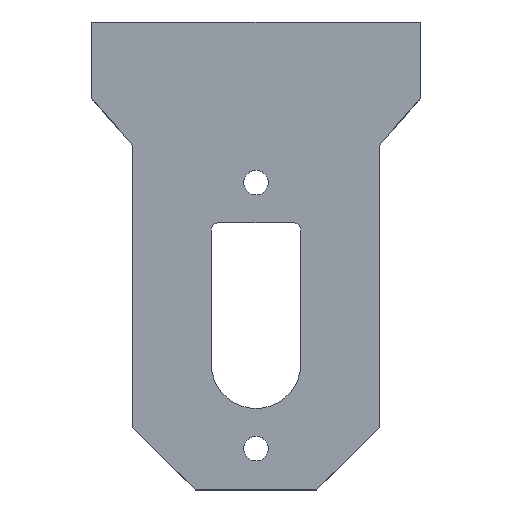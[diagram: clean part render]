
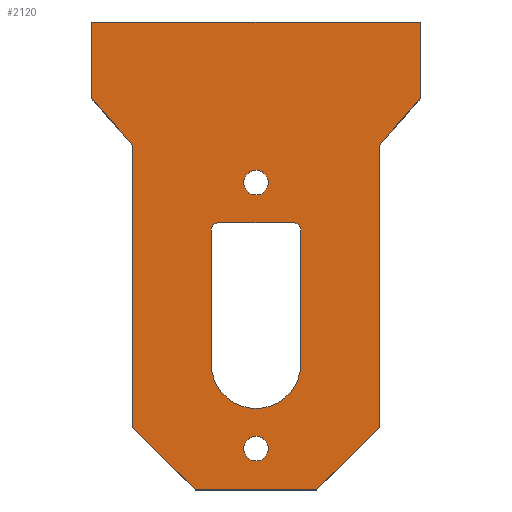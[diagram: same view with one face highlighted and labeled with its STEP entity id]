
A CAD part, top view. The second image highlights one B-rep face of the part: STEP entity #2120.
In plain terms, the highlighted planar face has unit normal (0, 0, 1).
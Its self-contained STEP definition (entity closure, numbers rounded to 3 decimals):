
#24=FACE_BOUND('',#335,.T.);
#25=FACE_BOUND('',#336,.T.);
#26=FACE_BOUND('',#337,.T.);
#105=PLANE('',#2324);
#215=FACE_OUTER_BOUND('',#334,.T.);
#334=EDGE_LOOP('',(#1954,#1955,#1956,#1957,#1958,#1959,#1960,#1961,#1962,
#1963));
#335=EDGE_LOOP('',(#1964));
#336=EDGE_LOOP('',(#1965));
#337=EDGE_LOOP('',(#1966,#1967,#1968,#1969,#1970,#1971));
#358=LINE('',#2991,#582);
#389=LINE('',#3076,#613);
#485=LINE('',#3360,#709);
#491=LINE('',#3372,#715);
#532=LINE('',#3465,#756);
#539=LINE('',#3484,#763);
#544=LINE('',#3498,#768);
#548=LINE('',#3510,#772);
#553=LINE('',#3530,#777);
#554=LINE('',#3533,#778);
#557=LINE('',#3538,#781);
#560=LINE('',#3543,#784);
#561=LINE('',#3545,#785);
#582=VECTOR('',#2379,10.);
#613=VECTOR('',#2466,10.);
#709=VECTOR('',#2748,10.);
#715=VECTOR('',#2760,10.);
#756=VECTOR('',#2839,10.);
#763=VECTOR('',#2860,10.);
#768=VECTOR('',#2873,10.);
#772=VECTOR('',#2885,10.);
#777=VECTOR('',#2910,10.);
#778=VECTOR('',#2913,10.);
#781=VECTOR('',#2918,10.);
#784=VECTOR('',#2923,10.);
#785=VECTOR('',#2926,10.);
#848=CIRCLE('',#2302,5.45);
#850=CIRCLE('',#2306,0.9);
#852=CIRCLE('',#2310,0.9);
#855=CIRCLE('',#2314,1.5);
#857=CIRCLE('',#2317,1.5);
#879=VERTEX_POINT('',#2988);
#880=VERTEX_POINT('',#2990);
#906=VERTEX_POINT('',#3075);
#1000=VERTEX_POINT('',#3357);
#1001=VERTEX_POINT('',#3359);
#1004=VERTEX_POINT('',#3371);
#1036=VERTEX_POINT('',#3462);
#1037=VERTEX_POINT('',#3464);
#1041=VERTEX_POINT('',#3482);
#1042=VERTEX_POINT('',#3483);
#1045=VERTEX_POINT('',#3491);
#1047=VERTEX_POINT('',#3497);
#1049=VERTEX_POINT('',#3503);
#1051=VERTEX_POINT('',#3509);
#1054=VERTEX_POINT('',#3520);
#1056=VERTEX_POINT('',#3526);
#1057=VERTEX_POINT('',#3532);
#1059=VERTEX_POINT('',#3541);
#1088=EDGE_CURVE('',#879,#880,#358,.T.);
#1130=EDGE_CURVE('',#880,#906,#389,.T.);
#1269=EDGE_CURVE('',#1000,#1001,#485,.T.);
#1275=EDGE_CURVE('',#1001,#1004,#491,.T.);
#1322=EDGE_CURVE('',#1036,#1037,#532,.T.);
#1331=EDGE_CURVE('',#1041,#1042,#539,.T.);
#1335=EDGE_CURVE('',#1045,#1041,#848,.T.);
#1338=EDGE_CURVE('',#1047,#1045,#544,.T.);
#1341=EDGE_CURVE('',#1049,#1047,#850,.T.);
#1344=EDGE_CURVE('',#1051,#1049,#548,.T.);
#1347=EDGE_CURVE('',#1042,#1051,#852,.T.);
#1351=EDGE_CURVE('',#1054,#1054,#855,.T.);
#1354=EDGE_CURVE('',#1056,#1056,#857,.T.);
#1355=EDGE_CURVE('',#1037,#1000,#553,.T.);
#1356=EDGE_CURVE('',#1057,#1036,#554,.T.);
#1359=EDGE_CURVE('',#906,#1057,#557,.T.);
#1362=EDGE_CURVE('',#1059,#879,#560,.T.);
#1363=EDGE_CURVE('',#1004,#1059,#561,.T.);
#1954=ORIENTED_EDGE('',*,*,#1363,.F.);
#1955=ORIENTED_EDGE('',*,*,#1275,.F.);
#1956=ORIENTED_EDGE('',*,*,#1269,.F.);
#1957=ORIENTED_EDGE('',*,*,#1355,.F.);
#1958=ORIENTED_EDGE('',*,*,#1322,.F.);
#1959=ORIENTED_EDGE('',*,*,#1356,.F.);
#1960=ORIENTED_EDGE('',*,*,#1359,.F.);
#1961=ORIENTED_EDGE('',*,*,#1130,.F.);
#1962=ORIENTED_EDGE('',*,*,#1088,.F.);
#1963=ORIENTED_EDGE('',*,*,#1362,.F.);
#1964=ORIENTED_EDGE('',*,*,#1354,.F.);
#1965=ORIENTED_EDGE('',*,*,#1351,.F.);
#1966=ORIENTED_EDGE('',*,*,#1347,.F.);
#1967=ORIENTED_EDGE('',*,*,#1331,.F.);
#1968=ORIENTED_EDGE('',*,*,#1335,.F.);
#1969=ORIENTED_EDGE('',*,*,#1338,.F.);
#1970=ORIENTED_EDGE('',*,*,#1341,.F.);
#1971=ORIENTED_EDGE('',*,*,#1344,.F.);
#2120=ADVANCED_FACE('',(#215,#24,#25,#26),#105,.F.);
#2302=AXIS2_PLACEMENT_3D('',#3492,#2866,#2867);
#2306=AXIS2_PLACEMENT_3D('',#3504,#2878,#2879);
#2310=AXIS2_PLACEMENT_3D('',#3515,#2890,#2891);
#2314=AXIS2_PLACEMENT_3D('',#3522,#2899,#2900);
#2317=AXIS2_PLACEMENT_3D('',#3528,#2906,#2907);
#2324=AXIS2_PLACEMENT_3D('',#3547,#2929,#2930);
#2379=DIRECTION('',(-0.663,-0.749,0.));
#2466=DIRECTION('',(0.,-1.,0.));
#2748=DIRECTION('',(-0.663,0.749,0.));
#2760=DIRECTION('',(0.,1.,0.));
#2839=DIRECTION('',(-0.707,0.707,0.));
#2860=DIRECTION('',(0.,1.,0.));
#2866=DIRECTION('center_axis',(0.,0.,1.));
#2867=DIRECTION('ref_axis',(1.,0.,0.));
#2873=DIRECTION('',(0.,-1.,0.));
#2878=DIRECTION('center_axis',(0.,0.,1.));
#2879=DIRECTION('ref_axis',(-1.,0.,0.));
#2885=DIRECTION('',(-1.,0.,0.));
#2890=DIRECTION('center_axis',(0.,0.,1.));
#2891=DIRECTION('ref_axis',(0.,1.,0.));
#2899=DIRECTION('center_axis',(0.,0.,1.));
#2900=DIRECTION('ref_axis',(1.,0.,0.));
#2906=DIRECTION('center_axis',(0.,0.,1.));
#2907=DIRECTION('ref_axis',(1.,0.,0.));
#2910=DIRECTION('',(0.,1.,0.));
#2913=DIRECTION('',(-1.,0.,0.));
#2918=DIRECTION('',(-0.707,-0.707,0.));
#2923=DIRECTION('',(0.,-1.,0.));
#2926=DIRECTION('',(1.,0.,0.));
#2929=DIRECTION('center_axis',(0.,0.,-1.));
#2930=DIRECTION('ref_axis',(1.,0.,0.));
#2988=CARTESIAN_POINT('',(20.,-107.35,-18.));
#2990=CARTESIAN_POINT('',(15.,-113.,-18.));
#2991=CARTESIAN_POINT('',(20.,-107.35,-18.));
#3075=CARTESIAN_POINT('',(15.,-147.425,-18.));
#3076=CARTESIAN_POINT('',(15.,-113.,-18.));
#3357=CARTESIAN_POINT('',(-15.,-113.,-18.));
#3359=CARTESIAN_POINT('',(-20.,-107.35,-18.));
#3360=CARTESIAN_POINT('',(-15.,-113.,-18.));
#3371=CARTESIAN_POINT('',(-20.,-98.,-18.));
#3372=CARTESIAN_POINT('',(-20.,-107.35,-18.));
#3462=CARTESIAN_POINT('',(-7.425,-155.,-18.));
#3464=CARTESIAN_POINT('',(-15.,-147.425,-18.));
#3465=CARTESIAN_POINT('',(-7.425,-155.,-18.));
#3482=CARTESIAN_POINT('',(5.45,-139.64,-18.));
#3483=CARTESIAN_POINT('',(5.45,-123.35,-18.));
#3484=CARTESIAN_POINT('',(5.45,-139.64,-18.));
#3491=CARTESIAN_POINT('',(-5.45,-139.64,-18.));
#3492=CARTESIAN_POINT('Origin',(0.,-139.64,
-18.));
#3497=CARTESIAN_POINT('',(-5.45,-123.35,-18.));
#3498=CARTESIAN_POINT('',(-5.45,-123.35,-18.));
#3503=CARTESIAN_POINT('',(-4.55,-122.45,-18.));
#3504=CARTESIAN_POINT('Origin',(-4.55,-123.35,-18.));
#3509=CARTESIAN_POINT('',(4.55,-122.45,-18.));
#3510=CARTESIAN_POINT('',(4.55,-122.45,-18.));
#3515=CARTESIAN_POINT('Origin',(4.55,-123.35,-18.));
#3520=CARTESIAN_POINT('',(-1.5,-117.57,-18.));
#3522=CARTESIAN_POINT('Origin',(0.,-117.57,
-18.));
#3526=CARTESIAN_POINT('',(-1.5,-149.97,-18.));
#3528=CARTESIAN_POINT('Origin',(0.,-149.97,
-18.));
#3530=CARTESIAN_POINT('',(-15.,-147.425,-18.));
#3532=CARTESIAN_POINT('',(7.425,-155.,-18.));
#3533=CARTESIAN_POINT('',(7.425,-155.,-18.));
#3538=CARTESIAN_POINT('',(15.,-147.425,-18.));
#3541=CARTESIAN_POINT('',(20.,-98.,-18.));
#3543=CARTESIAN_POINT('',(20.,-98.,-18.));
#3545=CARTESIAN_POINT('',(-20.,-98.,-18.));
#3547=CARTESIAN_POINT('Origin',(0.,-126.5,-18.));
